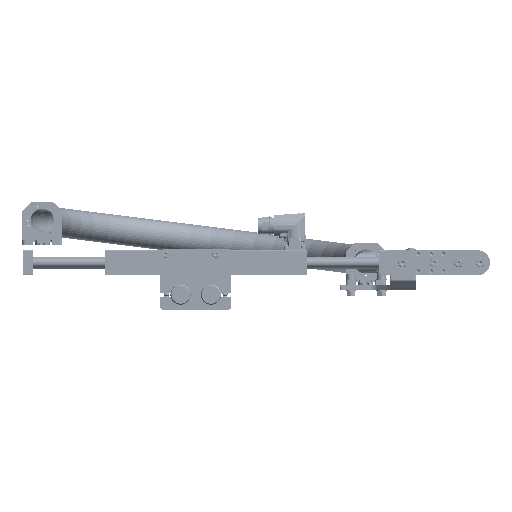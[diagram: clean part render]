
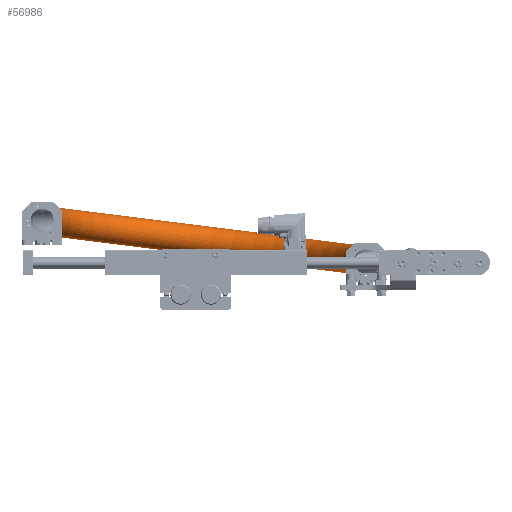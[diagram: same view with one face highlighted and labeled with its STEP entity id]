
A CAD part, front view. The second image highlights one B-rep face of the part: STEP entity #56986.
In plain terms, the highlighted toroidal (fillet/blend) face has major radius 161.245 mm and minor radius 14.5 mm.
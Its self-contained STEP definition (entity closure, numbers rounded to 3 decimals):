
#173 = FACE_OUTER_BOUND ( 'NONE', #8396, .T. ) ;
#1499 = CIRCLE ( 'NONE', #161653, 14.5 ) ;
#8396 = EDGE_LOOP ( 'NONE', ( #145126 ) ) ;
#18617 = EDGE_LOOP ( 'NONE', ( #45723 ) ) ;
#20438 = CARTESIAN_POINT ( 'NONE',  ( -360.319, 191.9, 49.946 ) ) ;
#26083 = DIRECTION ( 'NONE',  ( -0.124, 0., -0.992 ) ) ;
#36496 = CARTESIAN_POINT ( 'NONE',  ( -196.75, 191.9, 44. ) ) ;
#45723 = ORIENTED_EDGE ( 'NONE', *, *, #133576, .F. ) ;
#52844 = FACE_OUTER_BOUND ( 'NONE', #18617, .T. ) ;
#56986 = ADVANCED_FACE ( 'NONE', ( #52844, #173 ), #162958, .T. ) ;
#59493 = DIRECTION ( 'NONE',  ( 0., 1., 0. ) ) ;
#70512 = DIRECTION ( 'NONE',  ( 0., 0., -1. ) ) ;
#76716 = CARTESIAN_POINT ( 'NONE',  ( -356.75, 191.9, 64. ) ) ;
#81751 = DIRECTION ( 'NONE',  ( 0., -1., 0. ) ) ;
#84307 = CARTESIAN_POINT ( 'NONE',  ( -36.75, 191.9, 24. ) ) ;
#86276 = DIRECTION ( 'NONE',  ( -0.246, 0., -0.969 ) ) ;
#87441 = VERTEX_POINT ( 'NONE', #164472 ) ;
#105579 = DIRECTION ( 'NONE',  ( -0.992, 0., 0.124 ) ) ;
#119297 = AXIS2_PLACEMENT_3D ( 'NONE', #76716, #59493, #86276 ) ;
#129146 = EDGE_CURVE ( 'NONE', #162220, #162220, #163482, .T. ) ;
#133576 = EDGE_CURVE ( 'NONE', #87441, #87441, #1499, .T. ) ;
#145126 = ORIENTED_EDGE ( 'NONE', *, *, #129146, .T. ) ;
#157490 = AXIS2_PLACEMENT_3D ( 'NONE', #36496, #26083, #105579 ) ;
#161653 = AXIS2_PLACEMENT_3D ( 'NONE', #84307, #81751, #70512 ) ;
#162220 = VERTEX_POINT ( 'NONE', #20438 ) ;
#162958 = TOROIDAL_SURFACE ( 'NONE', #157490, 161.245, 14.5 ) ;
#163482 = CIRCLE ( 'NONE', #119297, 14.5 ) ;
#164472 = CARTESIAN_POINT ( 'NONE',  ( -36.75, 191.9, 9.5 ) ) ;
